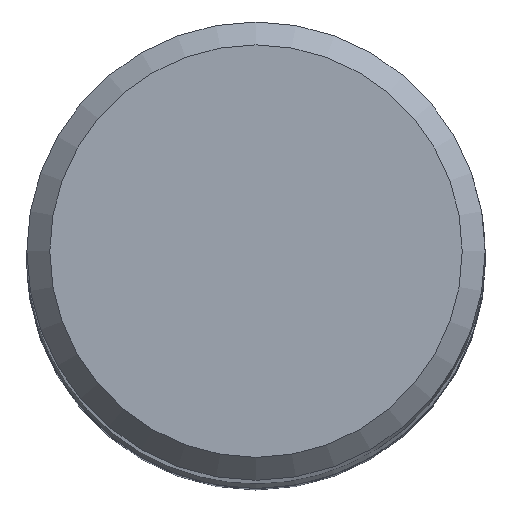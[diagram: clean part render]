
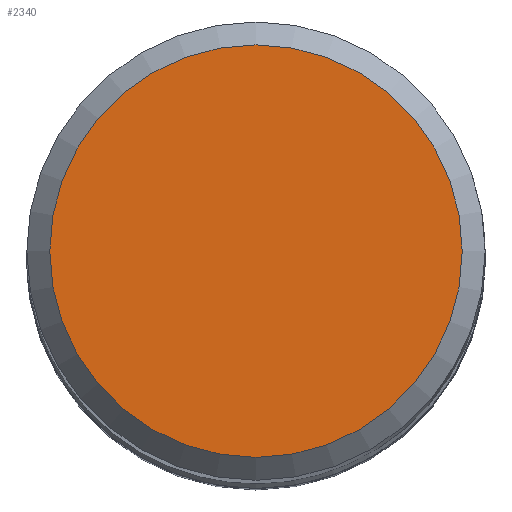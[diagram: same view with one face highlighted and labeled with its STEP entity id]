
A CAD part, top view. The second image highlights one B-rep face of the part: STEP entity #2340.
In plain terms, the highlighted free-form (B-spline) face has degree [1, 1] with [2, 2] control points.
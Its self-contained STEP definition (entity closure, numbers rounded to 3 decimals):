
#1870 = CARTESIAN_POINT ('', (-4.5, 0., 0.));
#1880 = VERTEX_POINT ('', #1870);
#1950 = CARTESIAN_POINT ('', (0., 0., 0.));
#1960 = DIRECTION ('', (0., 0., -1.));
#1970 = DIRECTION ('', (-1., 0., 0.));
#1980 = AXIS2_PLACEMENT_3D ('', #1950, #1960, #1970);
#1990 = CIRCLE ('', #1980, 4.5);
#2000 = EDGE_CURVE ('', #1880, #1880, #1990, .T.);
#2260 = ORIENTED_EDGE ('', *, *, #2000, .F.);
#2270 = EDGE_LOOP ('', (#2260));
#2280 = FACE_OUTER_BOUND ('', #2270, .T.);
#2290 = CARTESIAN_POINT ('', (4.5, -4.5, 0.));
#2300 = CARTESIAN_POINT ('', (-4.5, -4.5, 0.));
#2310 = CARTESIAN_POINT ('', (4.5, 4.5, 0.));
#2320 = CARTESIAN_POINT ('', (-4.5, 4.5, 0.));
#2330 = B_SPLINE_SURFACE_WITH_KNOTS ('', 1, 1, ((#2290, #2300), (#2310, #2320)), .UNSPECIFIED., .F., .F., .U., (2, 2), (2, 2), (0.045, 0.955), (0.045, 0.955), .UNSPECIFIED.);
#2340 = ADVANCED_FACE ('', (#2280), #2330, .T.);
